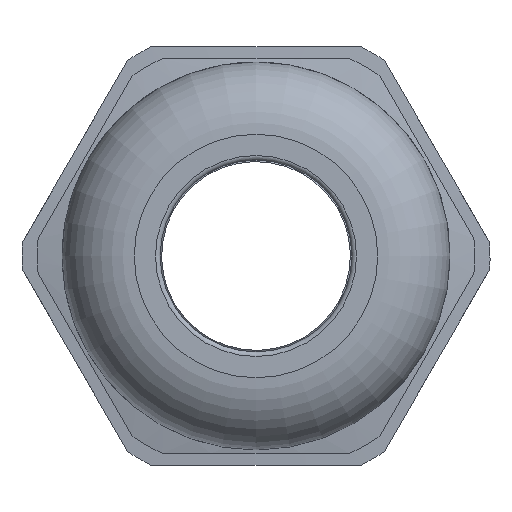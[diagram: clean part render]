
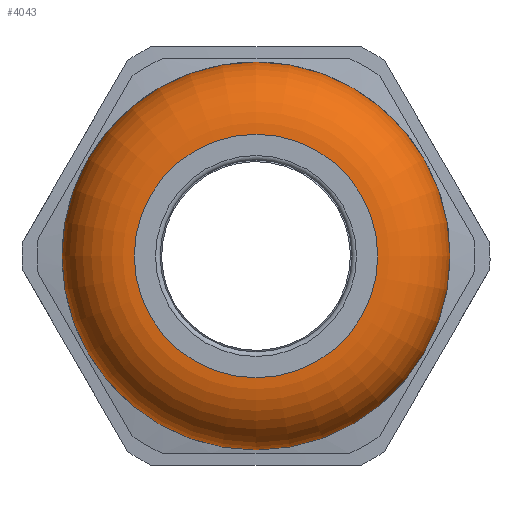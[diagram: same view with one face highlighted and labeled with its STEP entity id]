
A CAD part, left-side view. The second image highlights one B-rep face of the part: STEP entity #4043.
In plain terms, the highlighted toroidal (fillet/blend) face has major radius 5.24 mm and minor radius 3.11 mm.
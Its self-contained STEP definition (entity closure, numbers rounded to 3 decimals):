
#721=TOROIDAL_SURFACE('',#4369,5.24,3.11);
#755=FACE_BOUND('',#1127,.T.);
#878=FACE_OUTER_BOUND('',#1126,.T.);
#1126=EDGE_LOOP('',(#2806));
#1127=EDGE_LOOP('',(#2807));
#1377=CIRCLE('',#4337,5.24);
#1392=CIRCLE('',#4370,8.35);
#1695=VERTEX_POINT('',#6938);
#1722=VERTEX_POINT('',#7477);
#2104=EDGE_CURVE('',#1695,#1695,#1377,.T.);
#2145=EDGE_CURVE('',#1722,#1722,#1392,.T.);
#2806=ORIENTED_EDGE('',*,*,#2145,.F.);
#2807=ORIENTED_EDGE('',*,*,#2104,.T.);
#4043=ADVANCED_FACE('',(#878,#755),#721,.T.);
#4337=AXIS2_PLACEMENT_3D('',#6939,#4866,#4867);
#4369=AXIS2_PLACEMENT_3D('',#7476,#4942,#4943);
#4370=AXIS2_PLACEMENT_3D('',#7478,#4944,#4945);
#4866=DIRECTION('center_axis',(1.,0.,0.));
#4867=DIRECTION('ref_axis',(0.,0.,-1.));
#4942=DIRECTION('center_axis',(1.,0.,0.));
#4943=DIRECTION('ref_axis',(0.,0.,-1.));
#4944=DIRECTION('center_axis',(1.,0.,0.));
#4945=DIRECTION('ref_axis',(0.,0.,-1.));
#6938=CARTESIAN_POINT('',(-13.91,5.24,0.));
#6939=CARTESIAN_POINT('Origin',(-13.91,0.,0.));
#7476=CARTESIAN_POINT('Origin',(-10.8,0.,0.));
#7477=CARTESIAN_POINT('',(-10.8,8.35,0.));
#7478=CARTESIAN_POINT('Origin',(-10.8,0.,0.));
